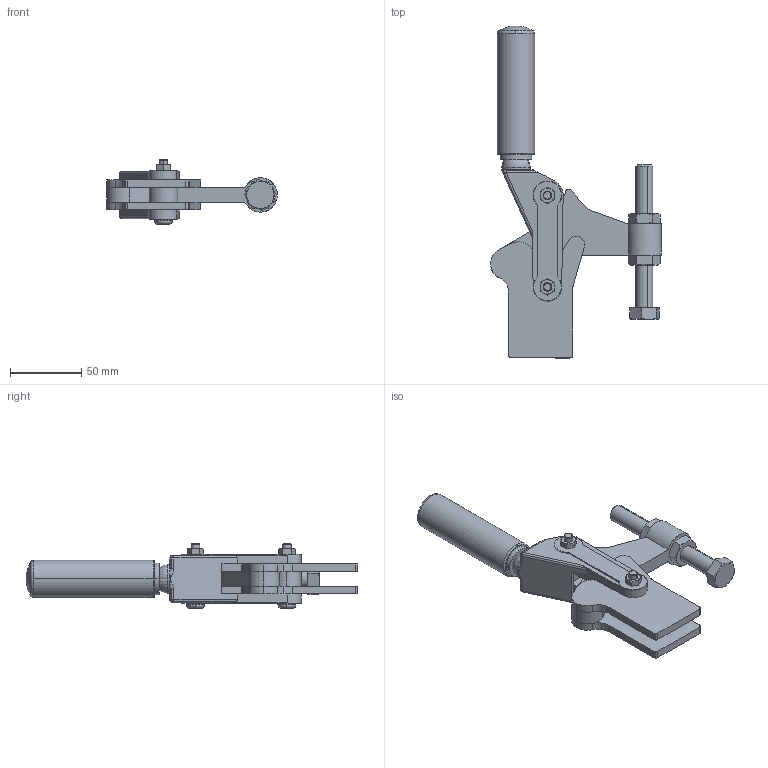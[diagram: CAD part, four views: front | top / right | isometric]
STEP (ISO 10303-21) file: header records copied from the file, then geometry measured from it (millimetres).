
FILE_DESCRIPTION((''),'2;1');
FILE_NAME('M19S.stp','2006-07-12T08:07:58',('Matthew'),(''),'Autodesk Inventor 8','Autodesk Inventor 8','');
FILE_SCHEMA(('AUTOMOTIVE_DESIGN { 1 0 10303 214 1 1 1 1 }'));
Length unit declared in the file: millimetre
Products named in the file (6): M19S; M19S1; M19S2; M19S3; M19S4; M19S5
Assembly tree (5 placements, depth 2):
  M19S
    M19S1
    M19S2
    M19S3
    M19S4
    M19S5
Bounding box: 119.6 x 232.19 x 45.4 mm (x, y, z)
Volume: 201417.2 mm3; surface area: 64766.8 mm2
Topology: 5 solids, 5 shells, 310 faces, 802 edges, 510 vertices
Faces by surface type: cylinder 126, plane 98, cone 40, bspline 20, torus 20, sphere 6
Entity records: 10119 total; most frequent: CARTESIAN_POINT 2444, DIRECTION 1660, ORIENTED_EDGE 1588, EDGE_CURVE 794, AXIS2_PLACEMENT_3D 670, VERTEX_POINT 508, CIRCLE 359, EDGE_LOOP 342
